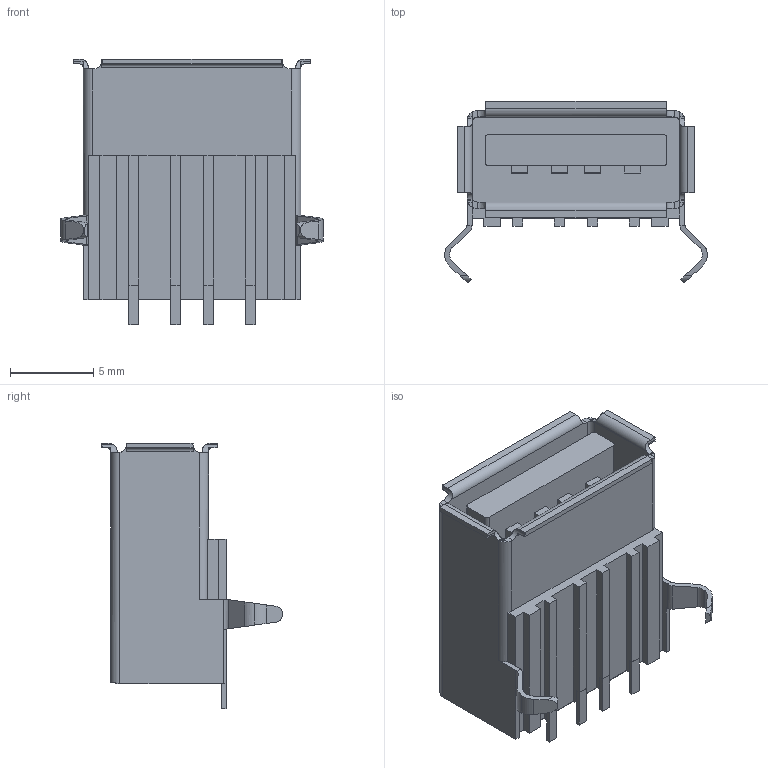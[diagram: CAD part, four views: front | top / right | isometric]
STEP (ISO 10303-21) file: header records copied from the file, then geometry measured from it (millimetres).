
FILE_DESCRIPTION(('STEP AP214'),'1');
FILE_NAME('14377.stp','2016-12-08T17:58:16',('TraceParts'),('TraceParts S.A.'),'Spatial InterOp 3D',' ',' ');
FILE_SCHEMA(('automotive_design'));
Length unit declared in the file: millimetre
Products named in the file (1): 1
Bounding box: 15.8 x 10.9 x 16 mm (x, y, z)
Volume: 624.9 mm3; surface area: 1691.6 mm2
Topology: 1 solids, 1 shells, 201 faces, 578 edges, 380 vertices
Faces by surface type: plane 151, cylinder 50
Entity records: 13086 total; most frequent: CARTESIAN_POINT 1316, STYLED_ITEM 1159, PRESENTATION_STYLE_ASSIGNMENT 1159, COLOUR_RGB 1159, ORIENTED_EDGE 1156, DIRECTION 1090, EDGE_CURVE 578, CURVE_STYLE 578
